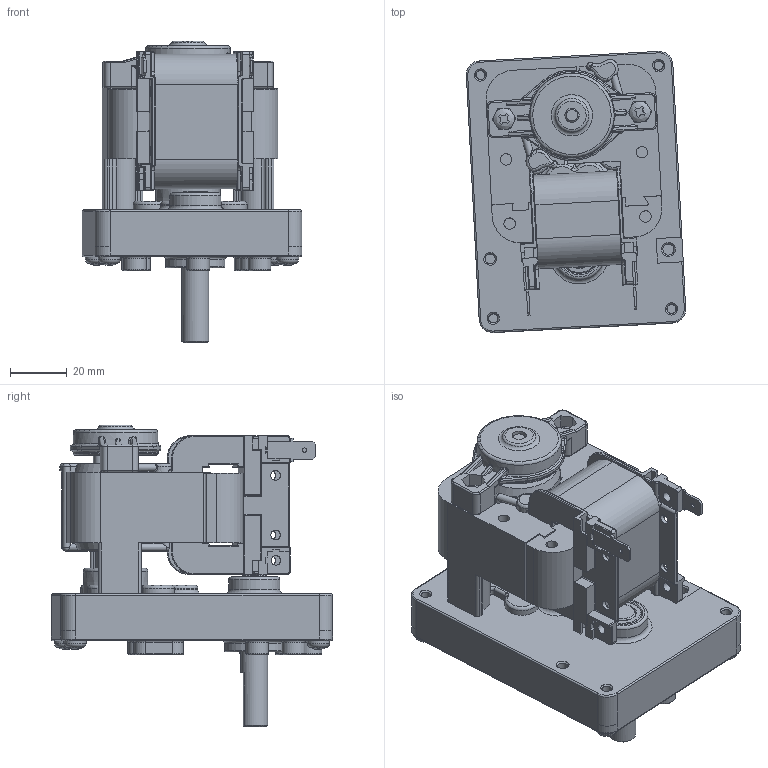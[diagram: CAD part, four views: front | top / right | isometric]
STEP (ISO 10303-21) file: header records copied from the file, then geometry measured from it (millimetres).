
FILE_DESCRIPTION((''),'2;1');
FILE_NAME('SQ SERIES.stp','2014-05-28T12:13:43',('jh-hong'),(''),'Autodesk Inventor 2011','Autodesk Inventor 2011','');
FILE_SCHEMA(('AUTOMOTIVE_DESIGN { 1 0 10303 214 1 1 1 1 }'));
Length unit declared in the file: millimetre
Products named in the file (1): SQ SERIES
Bounding box: 77.42 x 99.18 x 106.4 mm (x, y, z)
Volume: 261030.3 mm3; surface area: 71755.3 mm2
Topology: 15 solids, 15 shells, 1200 faces, 3057 edges, 1877 vertices
Faces by surface type: plane 491, cylinder 402, torus 140, cone 89, bspline 62, sphere 16
Full cylindrical faces by diameter (mm): 1.65 x2, 2.6 x14, 3.3 x6, 3.4 x11, 3.5 x1, 3.571 x4, 3.9 x1, 4 x16, 4.4 x4, 4.45 x1, 4.5 x2, 5 x3, 6 x1, 6.95 x4, 7 x4, 8 x7, 9 x1, 9.5 x3, 12 x1, 13.5 x2, 14.3 x1, 18 x1, 21 x1, 28.9 x1, 30 x1
Entity records: 39193 total; most frequent: CARTESIAN_POINT 11208, DIRECTION 5842, ORIENTED_EDGE 5618, EDGE_CURVE 2809, AXIS2_PLACEMENT_3D 2234, VERTEX_POINT 1834, EDGE_LOOP 1495, VECTOR 1374
